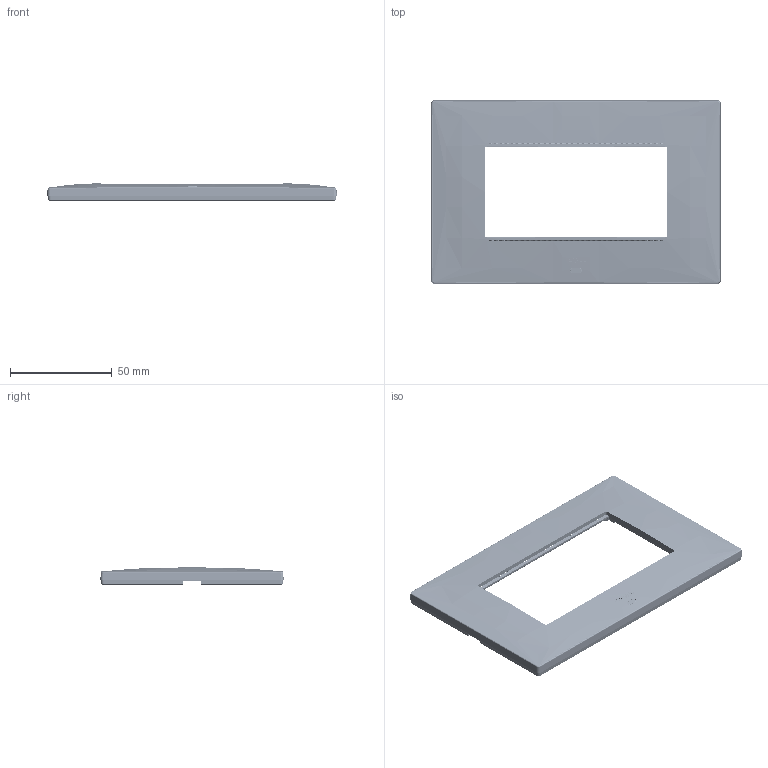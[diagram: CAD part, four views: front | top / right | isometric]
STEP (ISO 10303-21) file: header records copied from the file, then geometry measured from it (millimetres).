
FILE_DESCRIPTION(('CATIA V5 STEP Exchange','CAx-IF Rec.Pracs.--- Model Styling and Organization---1.4--- 2014-01-23'),'2;1');
FILE_NAME('GW16004SPW.stp','2024-02-12T15:49:13+00:00',('none'),('none'),'CATIA Version 5-6 Release 2019 SP6','CATIA V5 STEP AP214 v1','none');
FILE_SCHEMA(('AUTOMOTIVE_DESIGN { 1 0 10303 214 1 1 1 1 }'));
Products named in the file (1): GW16004SPW
Bounding box: 142.2 x 90 x 8.7 mm (x, y, z)
Volume: 27532.8 mm3; surface area: 41057.3 mm2
Topology: 4 solids, 4 shells, 6850 faces, 18474 edges, 11787 vertices
Faces by surface type: plane 2491, bspline 2150, cylinder 2076, torus 68, sphere 50, cone 15
Entity records: 405708 total; most frequent: CARTESIAN_POINT 266660, ORIENTED_EDGE 36770, EDGE_CURVE 18385, DIRECTION 14841, VERTEX_POINT 11787, B_SPLINE_CURVE_WITH_KNOTS 10970, EDGE_LOOP 7174, ADVANCED_FACE 6850
